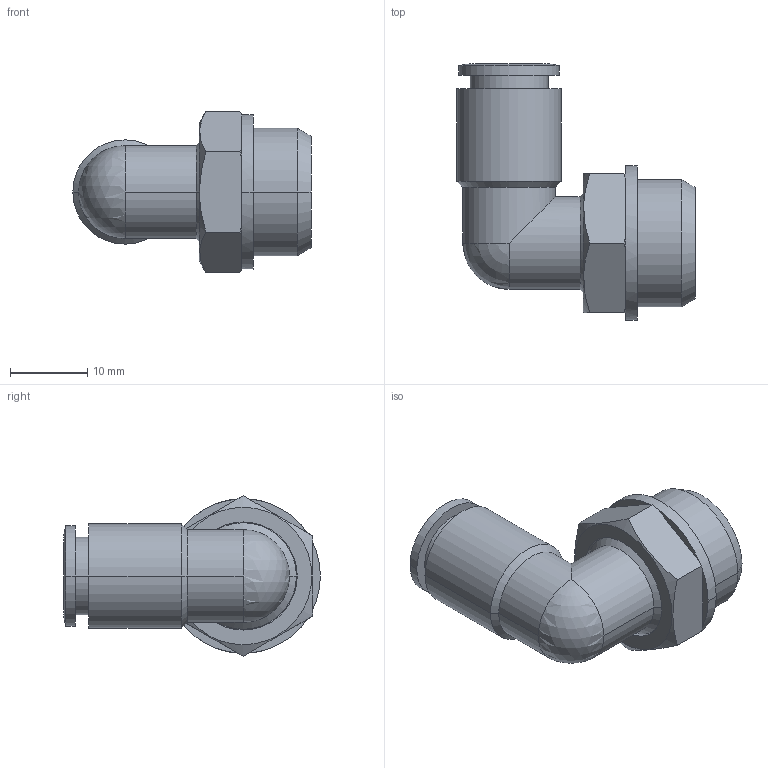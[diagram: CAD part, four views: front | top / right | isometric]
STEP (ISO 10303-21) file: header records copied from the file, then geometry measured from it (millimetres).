
FILE_DESCRIPTION((''),'2;1');
FILE_NAME('220838.stp','2003-05-26T17:02:29',('maffial1'),(''),'Autodesk Inventor (R) 6.0','Autodesk Inventor (R) 6.0','');
FILE_SCHEMA(('AUTOMOTIVE_DESIGN { 1 0 10303 214 1 1 1 1 }'));
Length unit declared in the file: millimetre
Products named in the file (1): 220838
Bounding box: 30.85 x 33.25 x 20.78 mm (x, y, z)
Volume: 4744.4 mm3; surface area: 4128.8 mm2
Topology: 1 solids, 1 shells, 61 faces, 138 edges, 80 vertices
Faces by surface type: plane 21, cylinder 20, cone 16, bspline 3, sphere 1
Entity records: 1745 total; most frequent: CARTESIAN_POINT 394, DIRECTION 300, ORIENTED_EDGE 268, EDGE_CURVE 134, AXIS2_PLACEMENT_3D 127, VERTEX_POINT 80, EDGE_LOOP 68, CIRCLE 64
